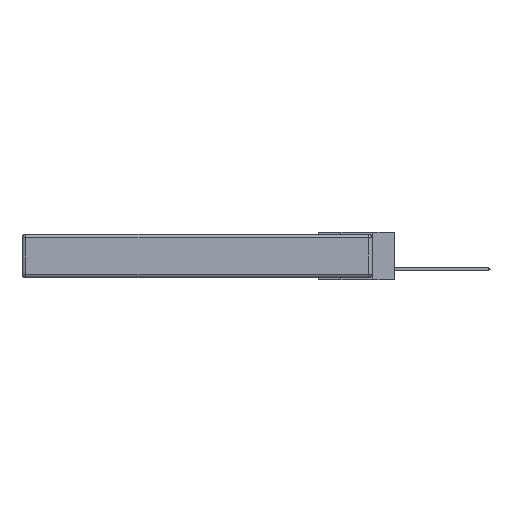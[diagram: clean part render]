
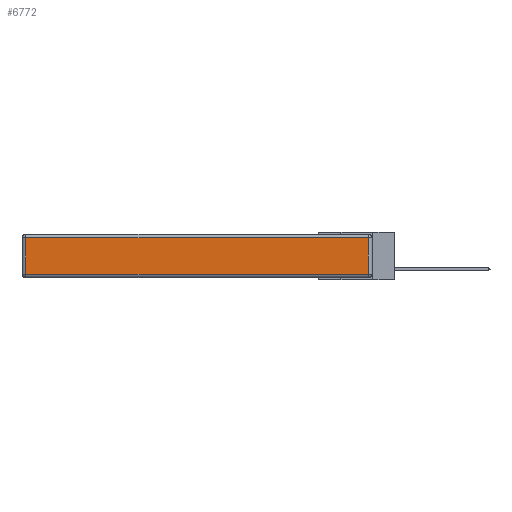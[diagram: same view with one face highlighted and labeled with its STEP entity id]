
A CAD part, left-side view. The second image highlights one B-rep face of the part: STEP entity #6772.
In plain terms, the highlighted planar face has unit normal (-1, 0, 0).
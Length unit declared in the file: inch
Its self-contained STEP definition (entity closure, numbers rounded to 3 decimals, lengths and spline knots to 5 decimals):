
#866 = VERTEX_POINT ( 'NONE', #12242 ) ;
#2314 = ORIENTED_EDGE ( 'NONE', *, *, #18258, .T. ) ;
#3044 = CARTESIAN_POINT ( 'NONE',  ( 0., 2.75, -0.03 ) ) ;
#3090 = EDGE_CURVE ( 'NONE', #866, #5837, #14795, .T. ) ;
#3871 = LINE ( 'NONE', #18009, #5732 ) ;
#5285 = VERTEX_POINT ( 'NONE', #18154 ) ;
#5732 = VECTOR ( 'NONE', #20286, 39.37008 ) ;
#5837 = VERTEX_POINT ( 'NONE', #6899 ) ;
#6552 = EDGE_CURVE ( 'NONE', #5285, #866, #3871, .T. ) ;
#6772 = ADVANCED_FACE ( 'NONE', ( #22235 ), #11204, .T. ) ;
#6899 = CARTESIAN_POINT ( 'NONE',  ( 0., 0.03, -0.03 ) ) ;
#7726 = VECTOR ( 'NONE', #23996, 39.37008 ) ;
#8218 = CARTESIAN_POINT ( 'NONE',  ( 0., 2.72, -0.343 ) ) ;
#10604 = AXIS2_PLACEMENT_3D ( 'NONE', #20967, #15001, #11288 ) ;
#10715 = DIRECTION ( 'NONE',  ( 0., 1., 0. ) ) ;
#11204 = PLANE ( 'NONE',  #10604 ) ;
#11288 = DIRECTION ( 'NONE',  ( 0., 0., 1. ) ) ;
#12242 = CARTESIAN_POINT ( 'NONE',  ( 0., 0.03, -0.313 ) ) ;
#13263 = LINE ( 'NONE', #8218, #15111 ) ;
#13560 = ORIENTED_EDGE ( 'NONE', *, *, #25228, .T. ) ;
#13619 = LINE ( 'NONE', #3044, #24043 ) ;
#14795 = LINE ( 'NONE', #17834, #7726 ) ;
#15001 = DIRECTION ( 'NONE',  ( -1., 0., 0. ) ) ;
#15111 = VECTOR ( 'NONE', #24163, 39.37008 ) ;
#16403 = ORIENTED_EDGE ( 'NONE', *, *, #6552, .T. ) ;
#17030 = CARTESIAN_POINT ( 'NONE',  ( 0., 2.72, -0.03 ) ) ;
#17834 = CARTESIAN_POINT ( 'NONE',  ( 0., 0.03, -0.343 ) ) ;
#18009 = CARTESIAN_POINT ( 'NONE',  ( 0., 0., -0.313 ) ) ;
#18154 = CARTESIAN_POINT ( 'NONE',  ( 0., 2.72, -0.313 ) ) ;
#18258 = EDGE_CURVE ( 'NONE', #22583, #5285, #13263, .T. ) ;
#20286 = DIRECTION ( 'NONE',  ( 0., -1., 0. ) ) ;
#20967 = CARTESIAN_POINT ( 'NONE',  ( 0., 0., -0.343 ) ) ;
#22235 = FACE_OUTER_BOUND ( 'NONE', #23691, .T. ) ;
#22583 = VERTEX_POINT ( 'NONE', #17030 ) ;
#23691 = EDGE_LOOP ( 'NONE', ( #16403, #24232, #13560, #2314 ) ) ;
#23996 = DIRECTION ( 'NONE',  ( 0., 0., 1. ) ) ;
#24043 = VECTOR ( 'NONE', #10715, 39.37008 ) ;
#24163 = DIRECTION ( 'NONE',  ( 0., 0., -1. ) ) ;
#24232 = ORIENTED_EDGE ( 'NONE', *, *, #3090, .T. ) ;
#25228 = EDGE_CURVE ( 'NONE', #5837, #22583, #13619, .T. ) ;
